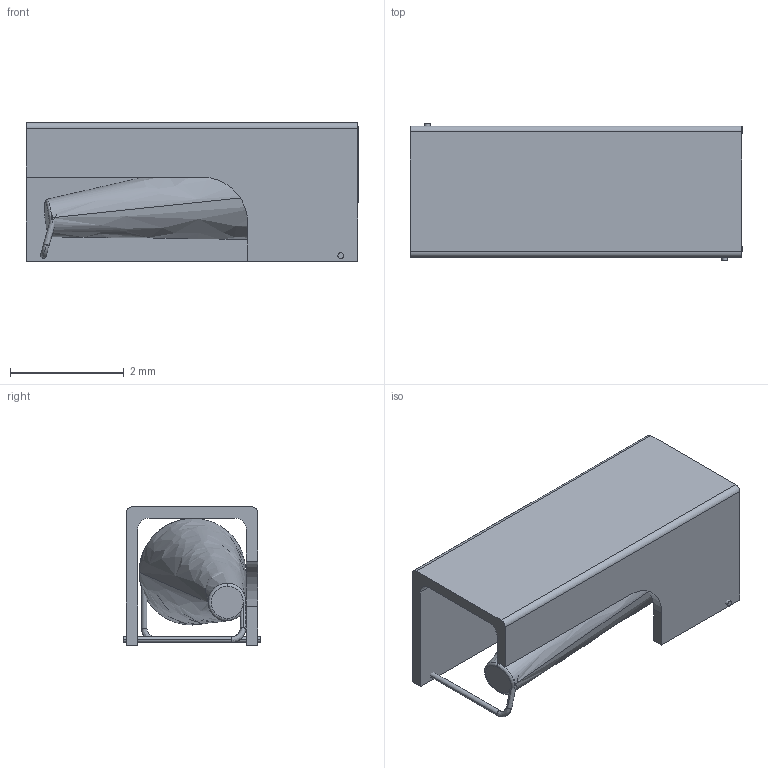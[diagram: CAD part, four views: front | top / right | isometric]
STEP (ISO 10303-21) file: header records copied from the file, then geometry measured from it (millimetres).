
FILE_DESCRIPTION((''),'2;1');
FILE_NAME('IND_PICONICS_CC82T44K240G5-C.stp','2014-10-01T08:40:40',(''),(''),'Mechanical Desktop 2011','Mechanical Desktop 2011',', , ');
FILE_SCHEMA(('AUTOMOTIVE_DESIGN { 1 2 10303 214 1 1 1 1 }'));
Length unit declared in the file: millimetre
Products named in the file (1): Product
Bounding box: 5.84 x 2.41 x 2.44 mm (x, y, z)
Volume: 14.2 mm3; surface area: 97.6 mm2
Topology: 4 solids, 4 shells, 41 faces, 101 edges, 68 vertices
Faces by surface type: bspline 23, plane 13, cylinder 5
Entity records: 2194 total; most frequent: CARTESIAN_POINT 1212, ORIENTED_EDGE 202, DIRECTION 180, EDGE_CURVE 101, AXIS2_PLACEMENT_3D 68, VERTEX_POINT 68, CIRCLE 48, VECTOR 44
